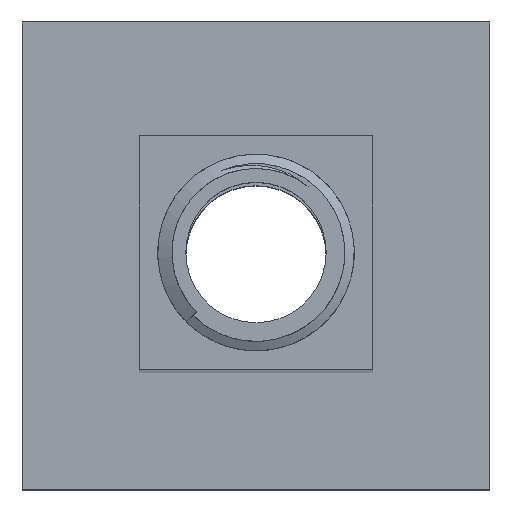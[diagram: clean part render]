
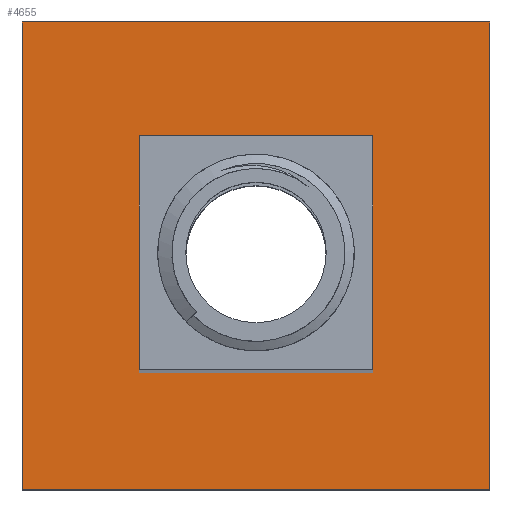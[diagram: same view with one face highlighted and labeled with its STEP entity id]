
A CAD part, top view. The second image highlights one B-rep face of the part: STEP entity #4655.
In plain terms, the highlighted planar face has unit normal (0, 0, 1).
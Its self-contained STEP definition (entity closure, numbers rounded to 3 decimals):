
#34 = CARTESIAN_POINT ( 'NONE',  ( -25., 25., 0. ) ) ;
#271 = ORIENTED_EDGE ( 'NONE', *, *, #2895, .F. ) ;
#308 = DIRECTION ( 'NONE',  ( -1., 0., 0. ) ) ;
#324 = VECTOR ( 'NONE', #780, 1000. ) ;
#377 = CARTESIAN_POINT ( 'NONE',  ( 25., -25., 0. ) ) ;
#399 = EDGE_CURVE ( 'NONE', #2167, #2936, #5141, .T. ) ;
#419 = EDGE_CURVE ( 'NONE', #1729, #5269, #1880, .T. ) ;
#780 = DIRECTION ( 'NONE',  ( -1., 0., 0. ) ) ;
#1207 = LINE ( 'NONE', #3983, #2509 ) ;
#1278 = CARTESIAN_POINT ( 'NONE',  ( 25., 25., 0. ) ) ;
#1487 = DIRECTION ( 'NONE',  ( -1., 0., 0. ) ) ;
#1492 = VECTOR ( 'NONE', #1929, 1000. ) ;
#1494 = EDGE_LOOP ( 'NONE', ( #2425, #4443 ) ) ;
#1499 = AXIS2_PLACEMENT_3D ( 'NONE', #5153, #3924, #1487 ) ;
#1729 = VERTEX_POINT ( 'NONE', #2657 ) ;
#1849 = DIRECTION ( 'NONE',  ( 0., 0., 1. ) ) ;
#1870 = ORIENTED_EDGE ( 'NONE', *, *, #4589, .F. ) ;
#1880 = LINE ( 'NONE', #4369, #4108 ) ;
#1929 = DIRECTION ( 'NONE',  ( 1., 0., 0. ) ) ;
#1960 = DIRECTION ( 'NONE',  ( 0., -1., 0. ) ) ;
#1983 = EDGE_CURVE ( 'NONE', #2936, #2167, #3884, .T. ) ;
#2167 = VERTEX_POINT ( 'NONE', #4587 ) ;
#2242 = CARTESIAN_POINT ( 'NONE',  ( 25., -25., 0. ) ) ;
#2358 = VERTEX_POINT ( 'NONE', #2242 ) ;
#2425 = ORIENTED_EDGE ( 'NONE', *, *, #399, .T. ) ;
#2471 = FACE_BOUND ( 'NONE', #1494, .T. ) ;
#2509 = VECTOR ( 'NONE', #1960, 1000. ) ;
#2657 = CARTESIAN_POINT ( 'NONE',  ( -25., -25., 0. ) ) ;
#2783 = LINE ( 'NONE', #4368, #1492 ) ;
#2895 = EDGE_CURVE ( 'NONE', #5216, #2358, #1207, .T. ) ;
#2936 = VERTEX_POINT ( 'NONE', #3256 ) ;
#2992 = EDGE_CURVE ( 'NONE', #2358, #1729, #3822, .T. ) ;
#3099 = AXIS2_PLACEMENT_3D ( 'NONE', #5204, #3955, #308 ) ;
#3224 = ORIENTED_EDGE ( 'NONE', *, *, #419, .F. ) ;
#3256 = CARTESIAN_POINT ( 'NONE',  ( -9.5, 0., 0. ) ) ;
#3515 = EDGE_LOOP ( 'NONE', ( #3224, #5047, #271, #1870 ) ) ;
#3822 = LINE ( 'NONE', #377, #324 ) ;
#3884 = CIRCLE ( 'NONE', #1499, 9.5 ) ;
#3924 = DIRECTION ( 'NONE',  ( 0., 0., -1. ) ) ;
#3955 = DIRECTION ( 'NONE',  ( 0., 0., -1. ) ) ;
#3983 = CARTESIAN_POINT ( 'NONE',  ( 25., -25., 0. ) ) ;
#4108 = VECTOR ( 'NONE', #4774, 1000. ) ;
#4281 = PLANE ( 'NONE',  #5132 ) ;
#4302 = CARTESIAN_POINT ( 'NONE',  ( 0., 0., 0. ) ) ;
#4320 = DIRECTION ( 'NONE',  ( 1., 0., 0. ) ) ;
#4368 = CARTESIAN_POINT ( 'NONE',  ( 25., 25., 0. ) ) ;
#4369 = CARTESIAN_POINT ( 'NONE',  ( -25., -25., 0. ) ) ;
#4443 = ORIENTED_EDGE ( 'NONE', *, *, #1983, .T. ) ;
#4587 = CARTESIAN_POINT ( 'NONE',  ( 9.5, 0., 0. ) ) ;
#4589 = EDGE_CURVE ( 'NONE', #5269, #5216, #2783, .T. ) ;
#4655 = ADVANCED_FACE ( 'NONE', ( #4674, #2471 ), #4281, .T. ) ;
#4674 = FACE_OUTER_BOUND ( 'NONE', #3515, .T. ) ;
#4774 = DIRECTION ( 'NONE',  ( 0., 1., 0. ) ) ;
#5047 = ORIENTED_EDGE ( 'NONE', *, *, #2992, .F. ) ;
#5132 = AXIS2_PLACEMENT_3D ( 'NONE', #4302, #1849, #4320 ) ;
#5141 = CIRCLE ( 'NONE', #3099, 9.5 ) ;
#5153 = CARTESIAN_POINT ( 'NONE',  ( 0., 0., 0. ) ) ;
#5204 = CARTESIAN_POINT ( 'NONE',  ( 0., 0., 0. ) ) ;
#5216 = VERTEX_POINT ( 'NONE', #1278 ) ;
#5269 = VERTEX_POINT ( 'NONE', #34 ) ;
